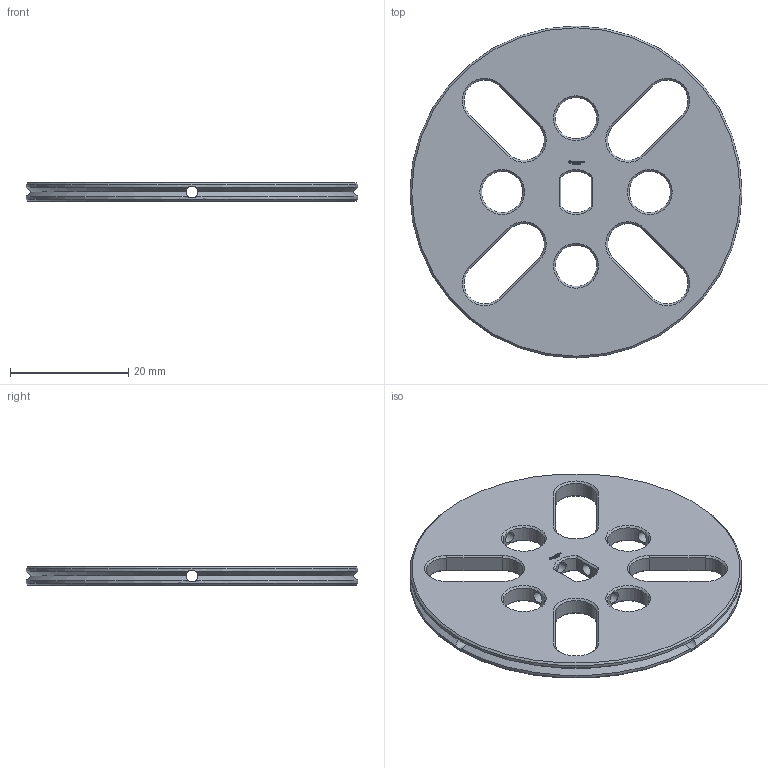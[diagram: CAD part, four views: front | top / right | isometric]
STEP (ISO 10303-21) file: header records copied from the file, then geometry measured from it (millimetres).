
FILE_DESCRIPTION(('FreeCAD Model'),'2;1');
FILE_NAME('Open CASCADE Shape Model','2023-11-14T00:00:29',(''),(''), 'Open CASCADE STEP processor 7.6','FreeCAD','Unknown');
FILE_SCHEMA(('AUTOMOTIVE_DESIGN { 1 0 10303 214 1 1 1 1 }'));
Length unit declared in the file: millimetre
Products named in the file (1): Washer FXD OCT BU04.50x00.25 - SPN-WSR-0015 (stemfie.org)
Bounding box: 56.25 x 56.25 x 3.12 mm (x, y, z)
Volume: 5485.9 mm3; surface area: 5573.7 mm2
Topology: 1 solids, 1 shells, 572 faces, 1592 edges, 1045 vertices
Faces by surface type: plane 344, extrusion 166, cone 38, cylinder 24
Full cylindrical faces by diameter (mm): 2 x8, 7 x4, 56.25 x2
Entity records: 41545 total; most frequent: CARTESIAN_POINT 10884, DIRECTION 5006, VECTOR 4001, LINE 3835, ORIENTED_EDGE 3184, PCURVE 3184, DEFINITIONAL_REPRESENTATION 3184, EDGE_CURVE 1592
